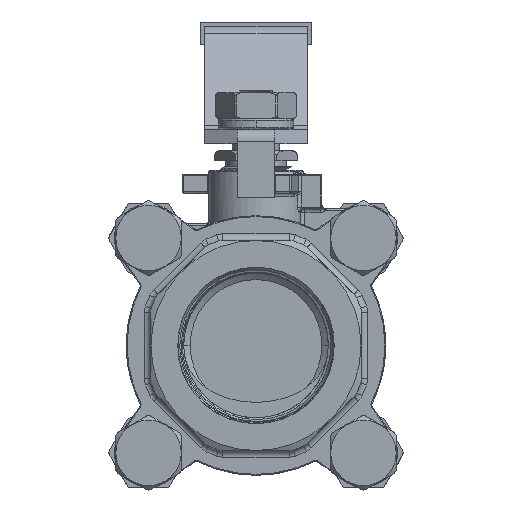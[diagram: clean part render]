
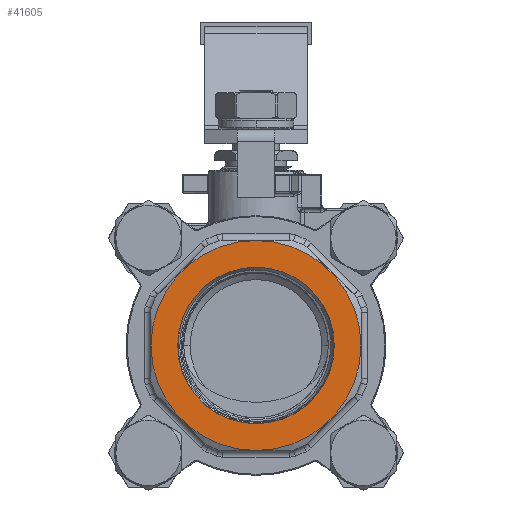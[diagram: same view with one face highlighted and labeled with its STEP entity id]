
A CAD part, front view. The second image highlights one B-rep face of the part: STEP entity #41605.
In plain terms, the highlighted planar face has unit normal (0, -1, 0).
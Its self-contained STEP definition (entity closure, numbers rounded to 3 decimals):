
#26587=CARTESIAN_POINT('',(25.5,-55.,-0.));
#26588=VERTEX_POINT('',#26587);
#26597=CARTESIAN_POINT('',(-25.5,-55.,0.));
#26598=VERTEX_POINT('',#26597);
#26599=CARTESIAN_POINT('',(-0.,-55.,0.));
#26600=DIRECTION('',(-0.,-1.,-0.));
#26601=DIRECTION('',(1.,-0.,0.));
#26602=AXIS2_PLACEMENT_3D('',#26599,#26600,#26601);
#26603=CIRCLE('',#26602,25.5);
#26604=EDGE_CURVE('',#26598,#26588,#26603,.T.);
#31269=CARTESIAN_POINT('',(-18.999,-55.,0.));
#31270=VERTEX_POINT('',#31269);
#31280=CARTESIAN_POINT('',(18.999,-55.,0.));
#31281=VERTEX_POINT('',#31280);
#31282=CARTESIAN_POINT('',(-0.,-55.,0.));
#31283=DIRECTION('',(-0.,-1.,0.));
#31284=DIRECTION('',(-1.,0.,0.));
#31285=AXIS2_PLACEMENT_3D('',#31282,#31283,#31284);
#31286=CIRCLE('',#31285,18.999);
#31287=EDGE_CURVE('',#31270,#31281,#31286,.T.);
#39051=CARTESIAN_POINT('',(-0.,-55.,0.));
#39052=DIRECTION('',(-0.,-1.,0.));
#39053=DIRECTION('',(-1.,0.,0.));
#39054=AXIS2_PLACEMENT_3D('',#39051,#39052,#39053);
#39055=CIRCLE('',#39054,18.999);
#39056=EDGE_CURVE('',#31281,#31270,#39055,.T.);
#41586=CARTESIAN_POINT('',(-0.,-55.,0.));
#41587=DIRECTION('',(-0.,-1.,0.));
#41588=DIRECTION('',(0.,0.,1.));
#41589=AXIS2_PLACEMENT_3D('',#41586,#41587,#41588);
#41590=PLANE('',#41589);
#41591=ORIENTED_EDGE('',*,*,#26604,.T.);
#41592=CARTESIAN_POINT('',(-0.,-55.,0.));
#41593=DIRECTION('',(-0.,-1.,-0.));
#41594=DIRECTION('',(1.,-0.,0.));
#41595=AXIS2_PLACEMENT_3D('',#41592,#41593,#41594);
#41596=CIRCLE('',#41595,25.5);
#41597=EDGE_CURVE('',#26588,#26598,#41596,.T.);
#41598=ORIENTED_EDGE('',*,*,#41597,.T.);
#41599=EDGE_LOOP('',(#41591,#41598));
#41600=FACE_BOUND('',#41599,.T.);
#41601=ORIENTED_EDGE('',*,*,#39056,.F.);
#41602=ORIENTED_EDGE('',*,*,#31287,.F.);
#41603=EDGE_LOOP('',(#41601,#41602));
#41604=FACE_BOUND('',#41603,.T.);
#41605=ADVANCED_FACE('',(#41600,#41604),#41590,.T.);
